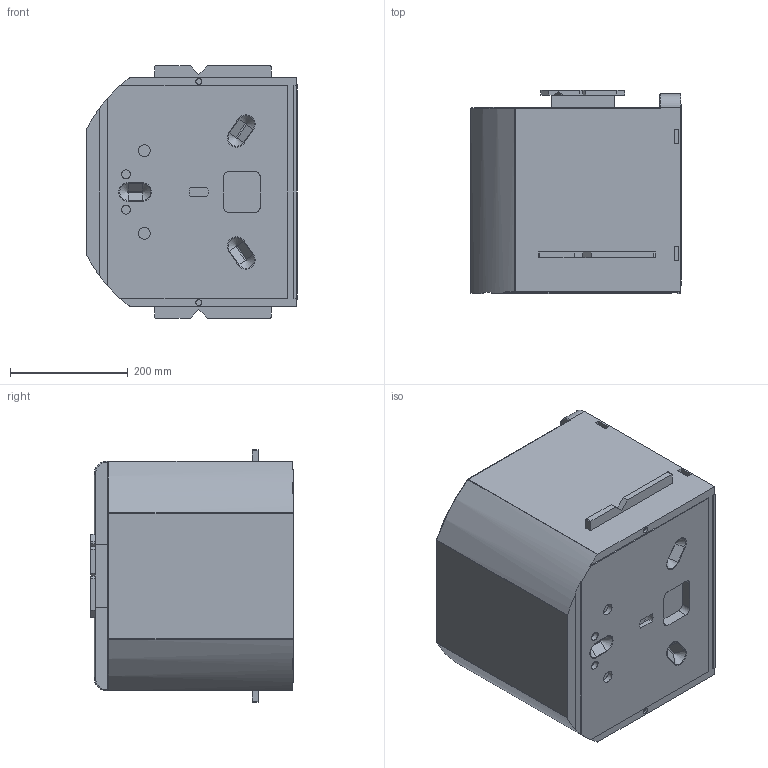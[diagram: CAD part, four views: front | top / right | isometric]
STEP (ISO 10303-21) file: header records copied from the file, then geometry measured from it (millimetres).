
FILE_DESCRIPTION(/* description */ (''),/* implementation_level */ '2;1');
FILE_NAME(/* name */ '300mm SEMI FOUP.step',/* time_stamp */ '2016-01-05T09:06:33+09:00',/* author */ (''),/* organization */ (''),/* preprocessor_version */ 'ST-DEVELOPER v16.2',/* originating_system */ 'Autodesk Translation Framework v4.3.0.2260',/* authorisation */ '');
FILE_SCHEMA (('AUTOMOTIVE_DESIGN { 1 0 10303 214 3 1 1 }'));
Length unit declared in the file: centimetre
Products named in the file (2): 300mm SEMI FOUP v5; 300FOUP
Assembly tree (1 placements, depth 2):
  300mm SEMI FOUP v5
    300FOUP
Bounding box: 357 x 344 x 428 mm (x, y, z)
Volume: 21182452.2 mm3; surface area: 5580363.5 mm2
Topology: 28 solids, 28 shells, 698 faces, 1789 edges, 1176 vertices
Faces by surface type: plane 544, cylinder 82, torus 60, cone 8, bspline 4
Full cylindrical faces by diameter (mm): 10 x4, 14 x2, 15 x2, 20 x2, 32 x1, 55 x2, 300 x25
Entity records: 20406 total; most frequent: CARTESIAN_POINT 3696, DIRECTION 3400, ORIENTED_EDGE 3334, EDGE_CURVE 1667, LINE 1312, VECTOR 1312, VERTEX_POINT 1148, AXIS2_PLACEMENT_3D 1044
